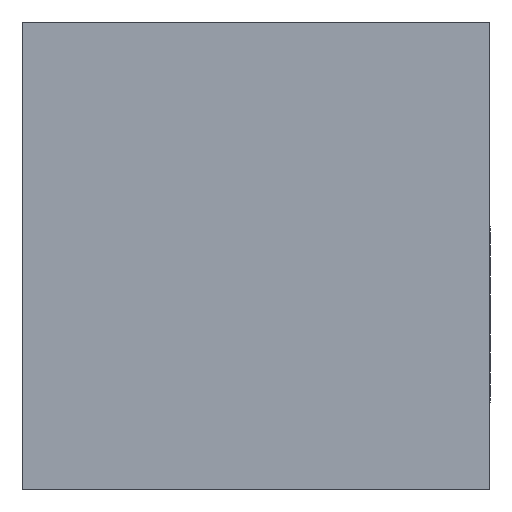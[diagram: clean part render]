
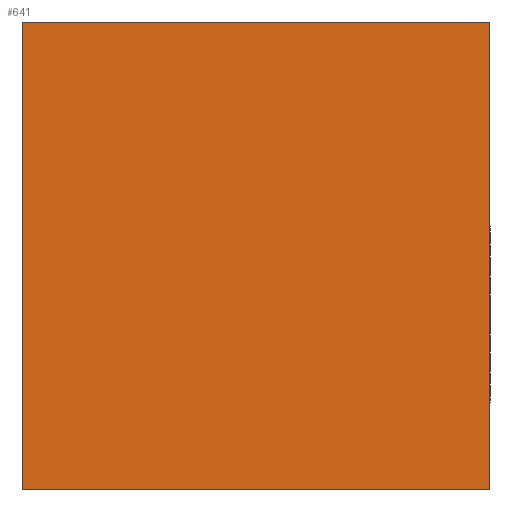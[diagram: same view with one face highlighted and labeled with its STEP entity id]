
A CAD part, front view. The second image highlights one B-rep face of the part: STEP entity #641.
In plain terms, the highlighted planar face has unit normal (0, -1, 0).
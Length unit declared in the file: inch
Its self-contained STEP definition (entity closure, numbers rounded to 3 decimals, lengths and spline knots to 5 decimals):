
#6 = EDGE_CURVE ( 'NONE', #49, #586, #875, .T. ) ;
#49 = VERTEX_POINT ( 'NONE', #953 ) ;
#56 = CARTESIAN_POINT ( 'NONE',  ( -0.15748, 0., -0.15748 ) ) ;
#82 = DIRECTION ( 'NONE',  ( 0., 0., 1. ) ) ;
#84 = VERTEX_POINT ( 'NONE', #56 ) ;
#101 = CARTESIAN_POINT ( 'NONE',  ( 0.15748, 0., -0.15748 ) ) ;
#105 = PLANE ( 'NONE',  #1007 ) ;
#108 = FACE_OUTER_BOUND ( 'NONE', #1056, .T. ) ;
#168 = CARTESIAN_POINT ( 'NONE',  ( 0., 0., 0.15748 ) ) ;
#253 = DIRECTION ( 'NONE',  ( -1., 0., 0. ) ) ;
#277 = CARTESIAN_POINT ( 'NONE',  ( 0.15748, 0., 0.15748 ) ) ;
#354 = ORIENTED_EDGE ( 'NONE', *, *, #728, .F. ) ;
#409 = ORIENTED_EDGE ( 'NONE', *, *, #461, .F. ) ;
#442 = DIRECTION ( 'NONE',  ( 0., 1., 0. ) ) ;
#448 = DIRECTION ( 'NONE',  ( -1., 0., 0. ) ) ;
#461 = EDGE_CURVE ( 'NONE', #530, #49, #581, .T. ) ;
#472 = CARTESIAN_POINT ( 'NONE',  ( 0., 0., -0.15748 ) ) ;
#482 = VECTOR ( 'NONE', #82, 39.37008 ) ;
#512 = VECTOR ( 'NONE', #545, 39.37008 ) ;
#514 = CARTESIAN_POINT ( 'NONE',  ( -0.15748, 0., 0.15748 ) ) ;
#530 = VERTEX_POINT ( 'NONE', #514 ) ;
#545 = DIRECTION ( 'NONE',  ( 0., 0., -1. ) ) ;
#581 = LINE ( 'NONE', #168, #763 ) ;
#586 = VERTEX_POINT ( 'NONE', #101 ) ;
#587 = ORIENTED_EDGE ( 'NONE', *, *, #6, .F. ) ;
#641 = ADVANCED_FACE ( 'NONE', ( #108 ), #105, .F. ) ;
#682 = DIRECTION ( 'NONE',  ( 1., 0., 0. ) ) ;
#697 = CARTESIAN_POINT ( 'NONE',  ( 0., 0., 0. ) ) ;
#728 = EDGE_CURVE ( 'NONE', #586, #84, #811, .T. ) ;
#763 = VECTOR ( 'NONE', #682, 39.37008 ) ;
#811 = LINE ( 'NONE', #472, #913 ) ;
#836 = CARTESIAN_POINT ( 'NONE',  ( -0.15748, 0., 0. ) ) ;
#853 = EDGE_CURVE ( 'NONE', #84, #530, #880, .T. ) ;
#875 = LINE ( 'NONE', #277, #512 ) ;
#880 = LINE ( 'NONE', #836, #482 ) ;
#913 = VECTOR ( 'NONE', #448, 39.37008 ) ;
#953 = CARTESIAN_POINT ( 'NONE',  ( 0.15748, 0., 0.15748 ) ) ;
#1007 = AXIS2_PLACEMENT_3D ( 'NONE', #697, #442, #253 ) ;
#1056 = EDGE_LOOP ( 'NONE', ( #409, #1058, #354, #587 ) ) ;
#1058 = ORIENTED_EDGE ( 'NONE', *, *, #853, .F. ) ;
